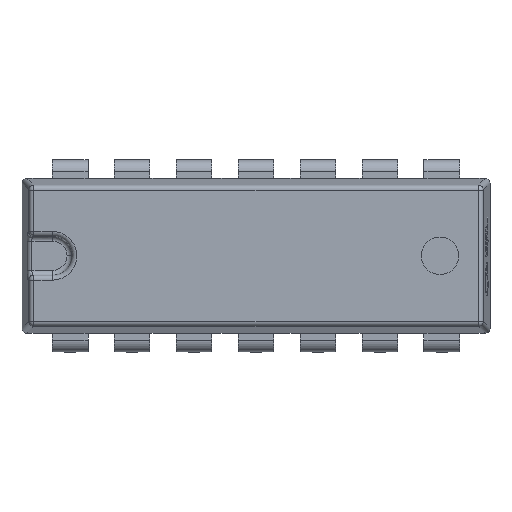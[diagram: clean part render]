
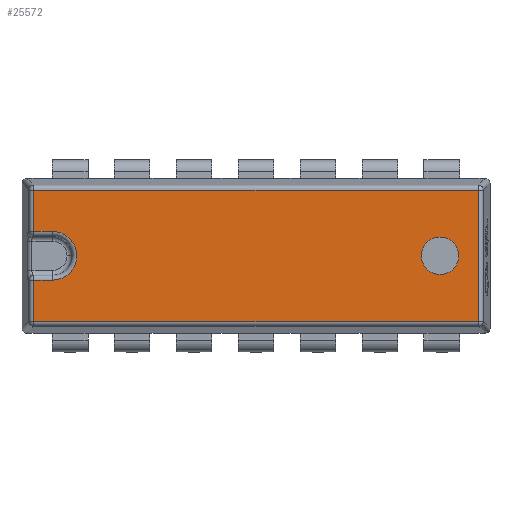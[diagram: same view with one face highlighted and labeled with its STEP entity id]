
A CAD part, top view. The second image highlights one B-rep face of the part: STEP entity #25572.
In plain terms, the highlighted planar face has unit normal (0, 0, 1).
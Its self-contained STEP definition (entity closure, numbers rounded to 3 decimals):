
#234 = CARTESIAN_POINT ( 'NONE',  ( 6.781, 0., 5.08 ) ) ;
#501 = CARTESIAN_POINT ( 'NONE',  ( 0., 0., 5.08 ) ) ;
#522 = CARTESIAN_POINT ( 'NONE',  ( 8.32, 0., 5.08 ) ) ;
#837 = VERTEX_POINT ( 'NONE', #522 ) ;
#1167 = VECTOR ( 'NONE', #7997, 1000. ) ;
#1275 = CARTESIAN_POINT ( 'NONE',  ( -9.123, 1., 5.08 ) ) ;
#1625 = LINE ( 'NONE', #5639, #1167 ) ;
#1837 = CARTESIAN_POINT ( 'NONE',  ( 7.551, 0., 5.08 ) ) ;
#1944 = CARTESIAN_POINT ( 'NONE',  ( -8.35, 0., 5.08 ) ) ;
#2156 = PLANE ( 'NONE',  #5333 ) ;
#2689 = EDGE_CURVE ( 'NONE', #19716, #837, #8755, .T. ) ;
#2805 = DIRECTION ( 'NONE',  ( 0., 0., -1. ) ) ;
#2841 = DIRECTION ( 'NONE',  ( 0., 0., 1. ) ) ;
#3043 = LINE ( 'NONE', #13248, #17511 ) ;
#3076 = EDGE_CURVE ( 'NONE', #4859, #13800, #20223, .T. ) ;
#3578 = CARTESIAN_POINT ( 'NONE',  ( 9.296, -2.698, 5.08 ) ) ;
#4859 = VERTEX_POINT ( 'NONE', #20330 ) ;
#5042 = EDGE_LOOP ( 'NONE', ( #6439, #21673 ) ) ;
#5234 = EDGE_CURVE ( 'NONE', #8535, #24058, #15473, .T. ) ;
#5333 = AXIS2_PLACEMENT_3D ( 'NONE', #501, #2805, #8765 ) ;
#5511 = EDGE_CURVE ( 'NONE', #14507, #4859, #20715, .T. ) ;
#5584 = DIRECTION ( 'NONE',  ( 0., -1., 0. ) ) ;
#5639 = CARTESIAN_POINT ( 'NONE',  ( -9.123, 0.8, 5.08 ) ) ;
#6439 = ORIENTED_EDGE ( 'NONE', *, *, #15640, .F. ) ;
#7175 = ORIENTED_EDGE ( 'NONE', *, *, #19023, .T. ) ;
#7419 = ORIENTED_EDGE ( 'NONE', *, *, #15105, .T. ) ;
#7997 = DIRECTION ( 'NONE',  ( 0., -1., 0. ) ) ;
#8535 = VERTEX_POINT ( 'NONE', #14840 ) ;
#8537 = DIRECTION ( 'NONE',  ( -1., 0., 0. ) ) ;
#8747 = EDGE_CURVE ( 'NONE', #13800, #9332, #21163, .T. ) ;
#8755 = CIRCLE ( 'NONE', #13400, 0.77 ) ;
#8765 = DIRECTION ( 'NONE',  ( -1., 0., 0. ) ) ;
#8793 = ORIENTED_EDGE ( 'NONE', *, *, #19876, .T. ) ;
#8959 = CARTESIAN_POINT ( 'NONE',  ( 9.123, 2.698, 5.08 ) ) ;
#9303 = EDGE_CURVE ( 'NONE', #19178, #17973, #20317, .T. ) ;
#9332 = VERTEX_POINT ( 'NONE', #16561 ) ;
#10272 = CARTESIAN_POINT ( 'NONE',  ( -9.123, 2.698, 5.08 ) ) ;
#11169 = VECTOR ( 'NONE', #22431, 1000. ) ;
#11653 = EDGE_LOOP ( 'NONE', ( #7175, #24399, #7419, #25476, #17658, #19103, #8793, #13234 ) ) ;
#11753 = AXIS2_PLACEMENT_3D ( 'NONE', #1944, #25084, #8537 ) ;
#12639 = DIRECTION ( 'NONE',  ( 1., 0., 0. ) ) ;
#12696 = DIRECTION ( 'NONE',  ( -1., 0., 0. ) ) ;
#12734 = VECTOR ( 'NONE', #12696, 1000. ) ;
#13073 = CIRCLE ( 'NONE', #16044, 0.77 ) ;
#13234 = ORIENTED_EDGE ( 'NONE', *, *, #5234, .T. ) ;
#13248 = CARTESIAN_POINT ( 'NONE',  ( 9.123, 2.871, 5.08 ) ) ;
#13400 = AXIS2_PLACEMENT_3D ( 'NONE', #1837, #17585, #13501 ) ;
#13501 = DIRECTION ( 'NONE',  ( 1., 0., 0. ) ) ;
#13800 = VERTEX_POINT ( 'NONE', #14009 ) ;
#14009 = CARTESIAN_POINT ( 'NONE',  ( -8.35, -1., 5.08 ) ) ;
#14507 = VERTEX_POINT ( 'NONE', #1275 ) ;
#14840 = CARTESIAN_POINT ( 'NONE',  ( -9.123, -2.698, 5.08 ) ) ;
#15105 = EDGE_CURVE ( 'NONE', #17973, #14507, #1625, .T. ) ;
#15473 = LINE ( 'NONE', #3578, #22653 ) ;
#15636 = CARTESIAN_POINT ( 'NONE',  ( -9.123, -2.871, 5.08 ) ) ;
#15640 = EDGE_CURVE ( 'NONE', #837, #19716, #13073, .T. ) ;
#16044 = AXIS2_PLACEMENT_3D ( 'NONE', #16462, #2841, #12639 ) ;
#16462 = CARTESIAN_POINT ( 'NONE',  ( 7.551, 0., 5.08 ) ) ;
#16484 = VECTOR ( 'NONE', #5584, 1000. ) ;
#16561 = CARTESIAN_POINT ( 'NONE',  ( -9.123, -1., 5.08 ) ) ;
#17511 = VECTOR ( 'NONE', #21319, 1000. ) ;
#17585 = DIRECTION ( 'NONE',  ( 0., 0., 1. ) ) ;
#17658 = ORIENTED_EDGE ( 'NONE', *, *, #3076, .T. ) ;
#17868 = LINE ( 'NONE', #15636, #16484 ) ;
#17973 = VERTEX_POINT ( 'NONE', #10272 ) ;
#18160 = FACE_BOUND ( 'NONE', #5042, .T. ) ;
#19023 = EDGE_CURVE ( 'NONE', #24058, #19178, #3043, .T. ) ;
#19103 = ORIENTED_EDGE ( 'NONE', *, *, #8747, .T. ) ;
#19178 = VERTEX_POINT ( 'NONE', #8959 ) ;
#19716 = VERTEX_POINT ( 'NONE', #234 ) ;
#19876 = EDGE_CURVE ( 'NONE', #9332, #8535, #17868, .T. ) ;
#20223 = CIRCLE ( 'NONE', #11753, 1. ) ;
#20307 = FACE_OUTER_BOUND ( 'NONE', #11653, .T. ) ;
#20317 = LINE ( 'NONE', #24811, #11169 ) ;
#20330 = CARTESIAN_POINT ( 'NONE',  ( -8.35, 1., 5.08 ) ) ;
#20588 = CARTESIAN_POINT ( 'NONE',  ( 0., 1., 5.08 ) ) ;
#20715 = LINE ( 'NONE', #20588, #20935 ) ;
#20935 = VECTOR ( 'NONE', #25078, 1000. ) ;
#21163 = LINE ( 'NONE', #25021, #12734 ) ;
#21319 = DIRECTION ( 'NONE',  ( 0., 1., 0. ) ) ;
#21673 = ORIENTED_EDGE ( 'NONE', *, *, #2689, .F. ) ;
#21686 = DIRECTION ( 'NONE',  ( 1., 0., 0. ) ) ;
#22431 = DIRECTION ( 'NONE',  ( -1., 0., 0. ) ) ;
#22653 = VECTOR ( 'NONE', #21686, 1000. ) ;
#24058 = VERTEX_POINT ( 'NONE', #25527 ) ;
#24399 = ORIENTED_EDGE ( 'NONE', *, *, #9303, .T. ) ;
#24811 = CARTESIAN_POINT ( 'NONE',  ( -9.296, 2.698, 5.08 ) ) ;
#25021 = CARTESIAN_POINT ( 'NONE',  ( 0., -1., 5.08 ) ) ;
#25078 = DIRECTION ( 'NONE',  ( 1., 0., 0. ) ) ;
#25084 = DIRECTION ( 'NONE',  ( 0., 0., -1. ) ) ;
#25476 = ORIENTED_EDGE ( 'NONE', *, *, #5511, .T. ) ;
#25527 = CARTESIAN_POINT ( 'NONE',  ( 9.123, -2.698, 5.08 ) ) ;
#25572 = ADVANCED_FACE ( 'NONE', ( #18160, #20307 ), #2156, .F. ) ;
